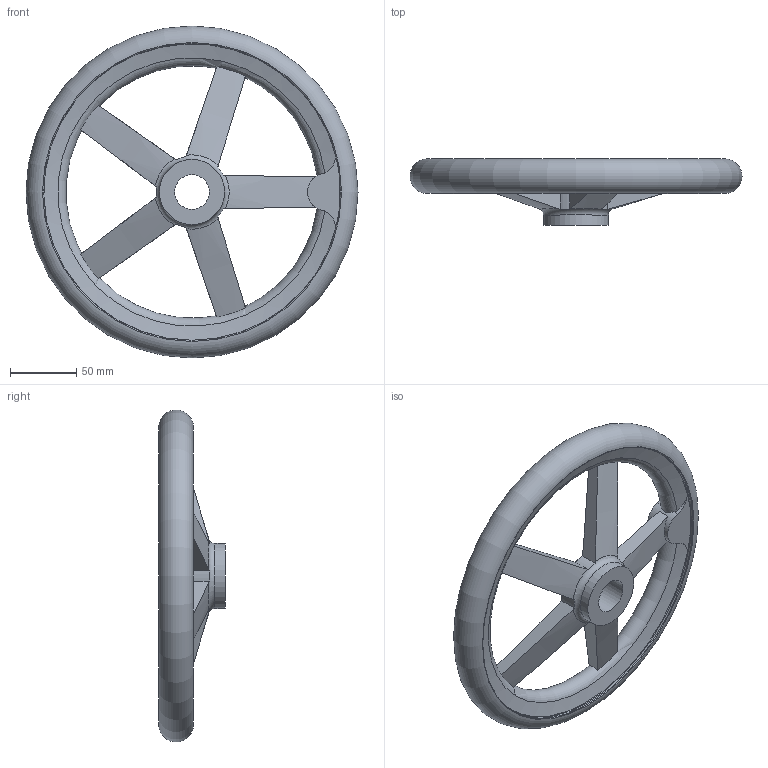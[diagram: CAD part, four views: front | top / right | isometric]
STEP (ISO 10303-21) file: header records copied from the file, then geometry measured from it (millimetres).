
FILE_DESCRIPTION( ( 'STEP AP214' ), '1' );
FILE_NAME( 'K0160.0250X26.stp', '2020-11-26T09:56:06', ( '' ), ( '' ), ' ', 'PARTsolutions', ' ' );
FILE_SCHEMA( ( 'AUTOMOTIVE_DESIGN { 1 0 10303 214 1 1 1 1 }' ) );
Length unit declared in the file: millimetre
Products named in the file (1): _K0160.0250X26
Bounding box: 249.99 x 49.99 x 249.99 mm (x, y, z)
Volume: 513835.8 mm3; surface area: 94886.8 mm2
Topology: 1 solids, 1 shells, 49 faces, 147 edges, 95 vertices
Faces by surface type: cylinder 15, plane 14, torus 12, cone 8
Full cylindrical faces by diameter (mm): 26 x1, 49 x2, 224 x2
Entity records: 2474 total; most frequent: CARTESIAN_POINT 874, ORIENTED_EDGE 260, DIRECTION 220, EDGE_CURVE 130, AXIS2_PLACEMENT_3D 102, VERTEX_POINT 92, EDGE_LOOP 69, B_SPLINE_CURVE_WITH_KNOTS 62
